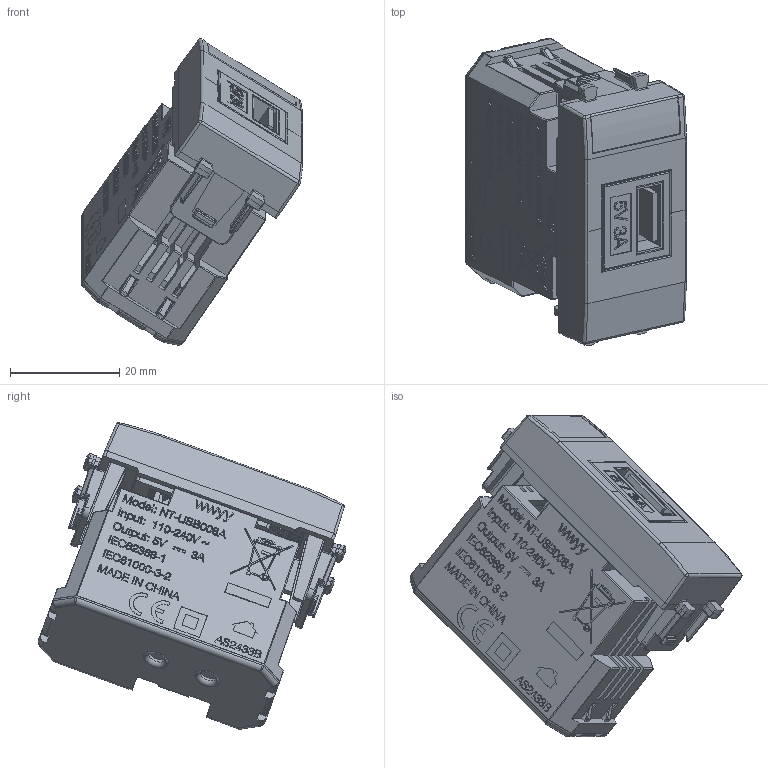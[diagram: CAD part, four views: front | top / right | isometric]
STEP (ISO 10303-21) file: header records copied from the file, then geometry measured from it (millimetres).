
FILE_DESCRIPTION(('CATIA V5 STEP Exchange'),'2;1');
FILE_NAME('441082USB3A.stp','2024-02-28T08:23:00+00:00',('none'),('none'),'CATIA Version 5-6 Release 2016 SP6','CATIA V5 STEP AP203','none');
FILE_SCHEMA(('CONFIG_CONTROL_DESIGN'));
Products named in the file (2): 44X082USB3A; AS2433@
Assembly tree (4 placements, depth 3):
  44X082USB3A
    #57
    AS2433@
      #44952
      #131923
Bounding box: 40.3 x 56.19 x 55.97 mm (x, y, z)
Volume: 11486.3 mm3; surface area: 19579.2 mm2
Topology: 105 solids, 105 shells, 4345 faces, 11909 edges, 7667 vertices
Faces by surface type: plane 3555, cylinder 517, bspline 110, sphere 94, extrusion 26, cone 24, torus 19
Entity records: 142191 total; most frequent: CARTESIAN_POINT 39555, ORIENTED_EDGE 23598, DIRECTION 17009, EDGE_CURVE 11799, VECTOR 9386, LINE 9360, VERTEX_POINT 7667, EDGE_LOOP 4472
